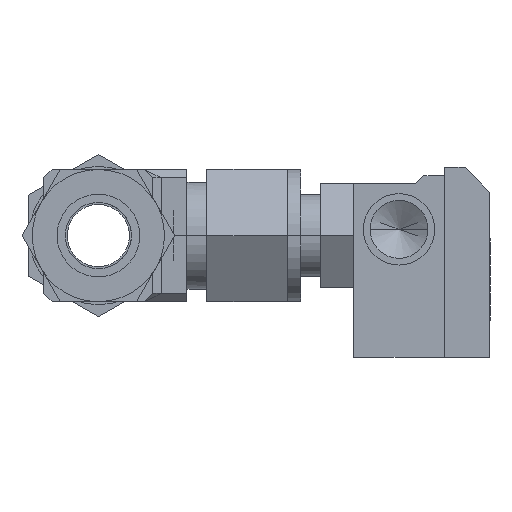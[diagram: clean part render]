
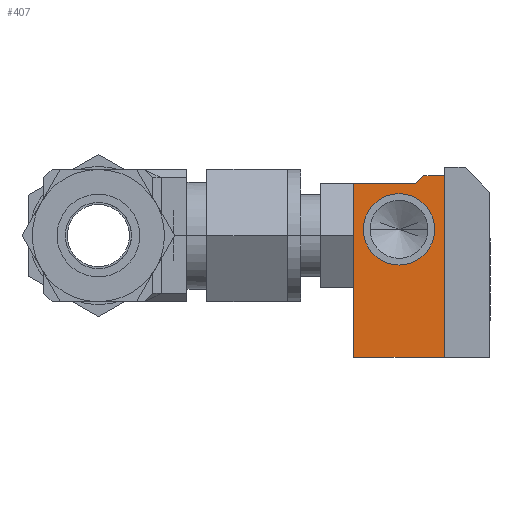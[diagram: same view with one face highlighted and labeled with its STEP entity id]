
A CAD part, left-side view. The second image highlights one B-rep face of the part: STEP entity #407.
In plain terms, the highlighted planar face has unit normal (-1, 0, 0).
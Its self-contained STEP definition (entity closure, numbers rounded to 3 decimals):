
#407=ADVANCED_FACE('',(#1481,#1482),#1483,.T.);
#1481=FACE_OUTER_BOUND('',#3510,.T.);
#1482=FACE_BOUND('',#3511,.T.);
#1483=PLANE('',#3512);
#3510=EDGE_LOOP('',(#7505,#7506,#7507,#7508,#7509,#7510));
#3511=EDGE_LOOP('',(#7511,#7512));
#3512=AXIS2_PLACEMENT_3D('',#7513,#7514,#7515);
#7505=ORIENTED_EDGE('',*,*,#14004,.F.);
#7506=ORIENTED_EDGE('',*,*,#14016,.F.);
#7507=ORIENTED_EDGE('',*,*,#14013,.F.);
#7508=ORIENTED_EDGE('',*,*,#13959,.F.);
#7509=ORIENTED_EDGE('',*,*,#14011,.F.);
#7510=ORIENTED_EDGE('',*,*,#14008,.F.);
#7511=ORIENTED_EDGE('',*,*,#13957,.T.);
#7512=ORIENTED_EDGE('',*,*,#13923,.T.);
#7513=CARTESIAN_POINT('',(-769.524,6.971,-0.344));
#7514=DIRECTION('',(-1.0,0.,0.));
#7515=DIRECTION('',(0.,1.0,0.));
#13923=EDGE_CURVE('',#16287,#16284,#16288,.T.);
#13957=EDGE_CURVE('',#16284,#16287,#16341,.T.);
#13959=EDGE_CURVE('',#16343,#16344,#16345,.T.);
#14004=EDGE_CURVE('',#16392,#16393,#16394,.T.);
#14008=EDGE_CURVE('',#16393,#16400,#16401,.T.);
#14011=EDGE_CURVE('',#16400,#16343,#16405,.T.);
#14013=EDGE_CURVE('',#16344,#16407,#16408,.T.);
#14016=EDGE_CURVE('',#16407,#16392,#16412,.T.);
#16284=VERTEX_POINT('',#20066);
#16287=VERTEX_POINT('',#20070);
#16288=CIRCLE('',#20071,6.858);
#16341=CIRCLE('',#20137,6.858);
#16343=VERTEX_POINT('',#20139);
#16344=VERTEX_POINT('',#20140);
#16345=LINE('',#20141,#20142);
#16392=VERTEX_POINT('',#20192);
#16393=VERTEX_POINT('',#20193);
#16394=LINE('',#20194,#20195);
#16400=VERTEX_POINT('',#20204);
#16401=LINE('',#20205,#20206);
#16405=LINE('',#20212,#20213);
#16407=VERTEX_POINT('',#20216);
#16408=LINE('',#20217,#20218);
#16412=LINE('',#20224,#20225);
#20066=CARTESIAN_POINT('',(-769.524,13.994,7.144));
#20070=CARTESIAN_POINT('',(-769.524,0.278,7.144));
#20071=AXIS2_PLACEMENT_3D('',#26644,#26645,#26646);
#20137=AXIS2_PLACEMENT_3D('',#26720,#26721,#26722);
#20139=CARTESIAN_POINT('',(-769.524,15.867,-17.463));
#20140=CARTESIAN_POINT('',(-769.524,15.867,15.875));
#20141=CARTESIAN_POINT('',(-769.524,15.867,-17.463));
#20142=VECTOR('',#26726,10.0);
#20192=CARTESIAN_POINT('',(-769.524,2.36,17.462));
#20193=CARTESIAN_POINT('',(-769.524,-1.608,17.462));
#20194=CARTESIAN_POINT('',(-769.524,2.36,17.462));
#20195=VECTOR('',#26853,10.0);
#20204=CARTESIAN_POINT('',(-769.524,-1.608,-17.463));
#20205=CARTESIAN_POINT('',(-769.524,-1.608,17.462));
#20206=VECTOR('',#26857,10.0);
#20212=CARTESIAN_POINT('',(-769.524,-1.608,-17.463));
#20213=VECTOR('',#26860,10.0);
#20216=CARTESIAN_POINT('',(-769.524,3.948,15.875));
#20217=CARTESIAN_POINT('',(-769.524,15.867,15.875));
#20218=VECTOR('',#26862,10.0);
#20224=CARTESIAN_POINT('',(-769.524,3.948,15.875));
#20225=VECTOR('',#26865,10.0);
#26644=CARTESIAN_POINT('',(-769.524,7.136,7.144));
#26645=DIRECTION('',(1.0,0.,0.));
#26646=DIRECTION('',(0.,1.0,0.));
#26720=CARTESIAN_POINT('',(-769.524,7.136,7.144));
#26721=DIRECTION('',(1.0,0.,0.));
#26722=DIRECTION('',(0.,1.0,0.));
#26726=DIRECTION('',(0.,0.,1.0));
#26853=DIRECTION('',(0.,-1.0,0.));
#26857=DIRECTION('',(0.,0.,-1.0));
#26860=DIRECTION('',(0.,1.0,0.));
#26862=DIRECTION('',(0.,-1.0,0.));
#26865=DIRECTION('',(0.,-0.707,0.707));
